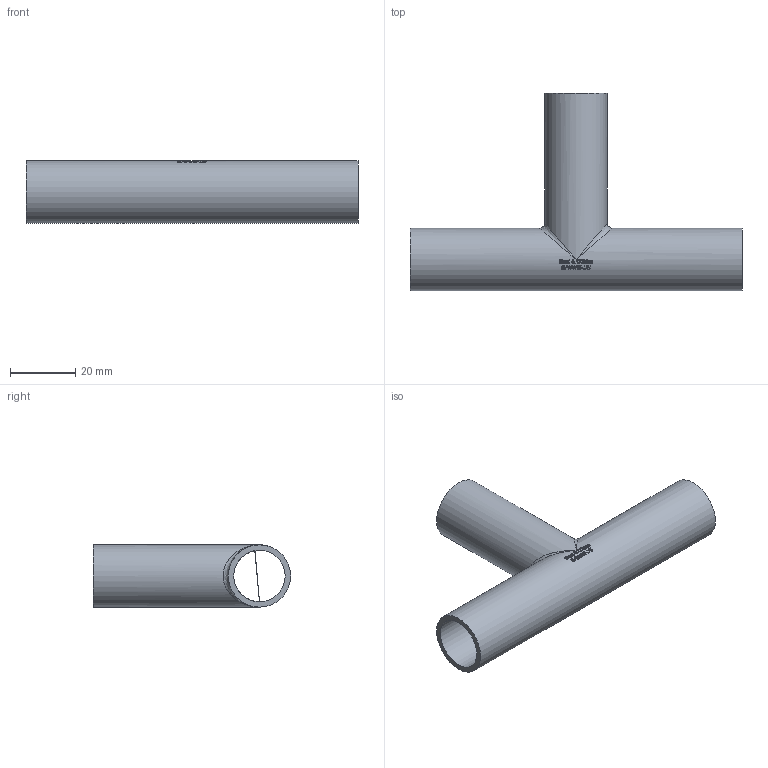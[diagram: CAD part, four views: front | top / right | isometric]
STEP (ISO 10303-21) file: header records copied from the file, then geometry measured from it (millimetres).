
FILE_DESCRIPTION(/* description */ (''),/* implementation_level */ '2;1');
FILE_NAME(/* name */ 'S7WWW-.75.stp',/* time_stamp */ '2018-11-28T09:08:06-05:00',/* author */ ('ken'),/* organization */ (''),/* preprocessor_version */ 'ST-DEVELOPER v15.2',/* originating_system */ 'Autodesk Inventor 2014',/* authorisation */ '');
FILE_SCHEMA (('AUTOMOTIVE_DESIGN { 1 0 10303 214 3 1 1 }'));
Length unit declared in the file: inch
Products named in the file (1): S7WWW-.75
Bounding box: 101.6 x 60.33 x 19.05 mm (x, y, z)
Volume: 12762.6 mm3; surface area: 15708.4 mm2
Topology: 1 solids, 1 shells, 340 faces, 926 edges, 614 vertices
Faces by surface type: plane 155, bspline 150, cylinder 35
Full cylindrical faces by diameter (mm): 15.748 x2, 19.05 x2
Entity records: 13470 total; most frequent: CARTESIAN_POINT 5729, ORIENTED_EDGE 1824, DIRECTION 1176, EDGE_CURVE 912, VERTEX_POINT 610, LINE 438, VECTOR 438, EDGE_LOOP 380
